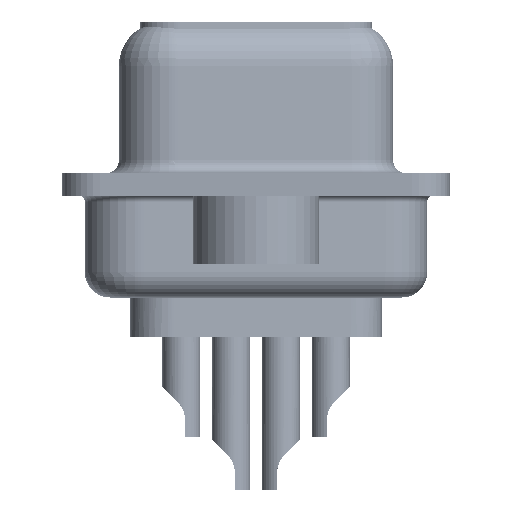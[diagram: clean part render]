
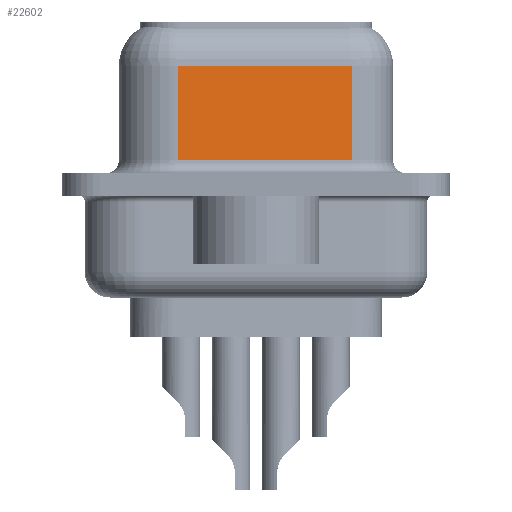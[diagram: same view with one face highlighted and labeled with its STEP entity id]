
A CAD part, left-side view. The second image highlights one B-rep face of the part: STEP entity #22602.
In plain terms, the highlighted planar face has unit normal (-0.985, -0.174, 0).
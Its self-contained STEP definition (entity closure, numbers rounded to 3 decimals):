
#1190 = EDGE_CURVE ( 'NONE', #8234, #51423, #7183, .T. ) ;
#1411 = VERTEX_POINT ( 'NONE', #37342 ) ;
#1713 = AXIS2_PLACEMENT_3D ( 'NONE', #22373, #51201, #38919 ) ;
#2657 = CARTESIAN_POINT ( 'NONE',  ( 4.48, 3.103, 6.45 ) ) ;
#4318 = EDGE_CURVE ( 'NONE', #48371, #8234, #26174, .T. ) ;
#6075 = PLANE ( 'NONE',  #1713 ) ;
#6886 = ORIENTED_EDGE ( 'NONE', *, *, #4318, .T. ) ;
#7183 = LINE ( 'NONE', #2657, #22403 ) ;
#8234 = VERTEX_POINT ( 'NONE', #43002 ) ;
#10389 = DIRECTION ( 'NONE',  ( 0., 0., -1. ) ) ;
#10682 = DIRECTION ( 'NONE',  ( 0., 0., -1. ) ) ;
#12182 = EDGE_CURVE ( 'NONE', #48371, #1411, #30697, .T. ) ;
#14075 = VECTOR ( 'NONE', #46197, 1000. ) ;
#20447 = VECTOR ( 'NONE', #10389, 1000. ) ;
#20986 = ORIENTED_EDGE ( 'NONE', *, *, #24934, .T. ) ;
#21015 = CARTESIAN_POINT ( 'NONE',  ( 5.697, -3.797, 4.7 ) ) ;
#22373 = CARTESIAN_POINT ( 'NONE',  ( 5.697, -3.797, 6.45 ) ) ;
#22403 = VECTOR ( 'NONE', #10682, 1000. ) ;
#22602 = ADVANCED_FACE ( 'NONE', ( #42678 ), #6075, .F. ) ;
#24877 = VECTOR ( 'NONE', #47589, 1000. ) ;
#24934 = EDGE_CURVE ( 'NONE', #51423, #1411, #27290, .T. ) ;
#25253 = EDGE_LOOP ( 'NONE', ( #32343, #6886, #35081, #20986 ) ) ;
#26174 = LINE ( 'NONE', #33923, #14075 ) ;
#27290 = LINE ( 'NONE', #46791, #24877 ) ;
#30697 = LINE ( 'NONE', #46981, #20447 ) ;
#32343 = ORIENTED_EDGE ( 'NONE', *, *, #12182, .F. ) ;
#33923 = CARTESIAN_POINT ( 'NONE',  ( 5.697, -3.797, 4.7 ) ) ;
#35081 = ORIENTED_EDGE ( 'NONE', *, *, #1190, .T. ) ;
#37342 = CARTESIAN_POINT ( 'NONE',  ( 5.697, -3.797, 0.95 ) ) ;
#38919 = DIRECTION ( 'NONE',  ( -0.174, 0.985, 0. ) ) ;
#42678 = FACE_OUTER_BOUND ( 'NONE', #25253, .T. ) ;
#43002 = CARTESIAN_POINT ( 'NONE',  ( 4.48, 3.103, 4.7 ) ) ;
#45470 = CARTESIAN_POINT ( 'NONE',  ( 4.48, 3.103, 0.95 ) ) ;
#46197 = DIRECTION ( 'NONE',  ( -0.174, 0.985, 0. ) ) ;
#46791 = CARTESIAN_POINT ( 'NONE',  ( 5.697, -3.797, 0.95 ) ) ;
#46981 = CARTESIAN_POINT ( 'NONE',  ( 5.697, -3.797, 6.45 ) ) ;
#47589 = DIRECTION ( 'NONE',  ( 0.174, -0.985, 0. ) ) ;
#48371 = VERTEX_POINT ( 'NONE', #21015 ) ;
#51201 = DIRECTION ( 'NONE',  ( 0.985, 0.174, 0. ) ) ;
#51423 = VERTEX_POINT ( 'NONE', #45470 ) ;
